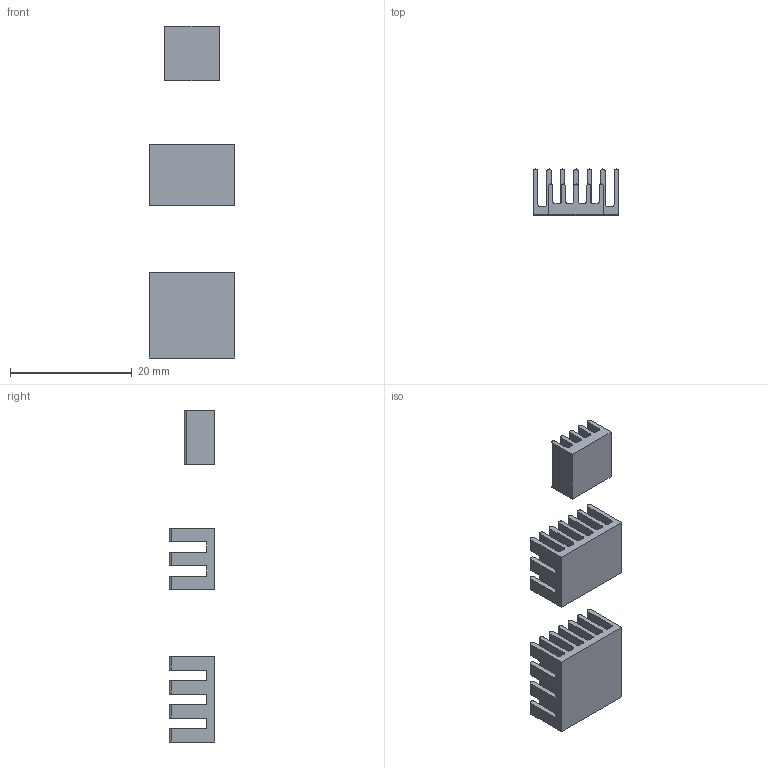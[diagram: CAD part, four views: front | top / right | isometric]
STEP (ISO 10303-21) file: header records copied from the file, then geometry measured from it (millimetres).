
FILE_DESCRIPTION(/* description */ (''),/* implementation_level */ '2;1');
FILE_NAME(/* name */ 'Heat Sinks Pi 4B.step',/* time_stamp */ '2021-03-16T19:22:51+01:00',/* author */ (''),/* organization */ (''),/* preprocessor_version */ 'ST-DEVELOPER v18.1',/* originating_system */ 'Autodesk Translation Framework v9.10.0.1330',/* authorisation */ '');
FILE_SCHEMA (('AUTOMOTIVE_DESIGN { 1 0 10303 214 3 1 1 }'));
Length unit declared in the file: millimetre
Products named in the file (4): Heat Sinks Pi 4B; Heat Sink 14x14; Heat Sink 14x10; Heat Sink 9x9
Assembly tree (3 placements, depth 2):
  Heat Sinks Pi 4B
    Heat Sink 14x14
    Heat Sink 14x10
    Heat Sink 9x9
Bounding box: 14 x 7.5 x 54.5 mm (x, y, z)
Volume: 1184.5 mm3; surface area: 3049.1 mm2
Topology: 3 solids, 3 shells, 329 faces, 924 edges, 616 vertices
Faces by surface type: plane 183, cylinder 146
Entity records: 10787 total; most frequent: DIRECTION 1888, CARTESIAN_POINT 1876, ORIENTED_EDGE 1848, EDGE_CURVE 924, LINE 632, VECTOR 632, AXIS2_PLACEMENT_3D 628, VERTEX_POINT 616
